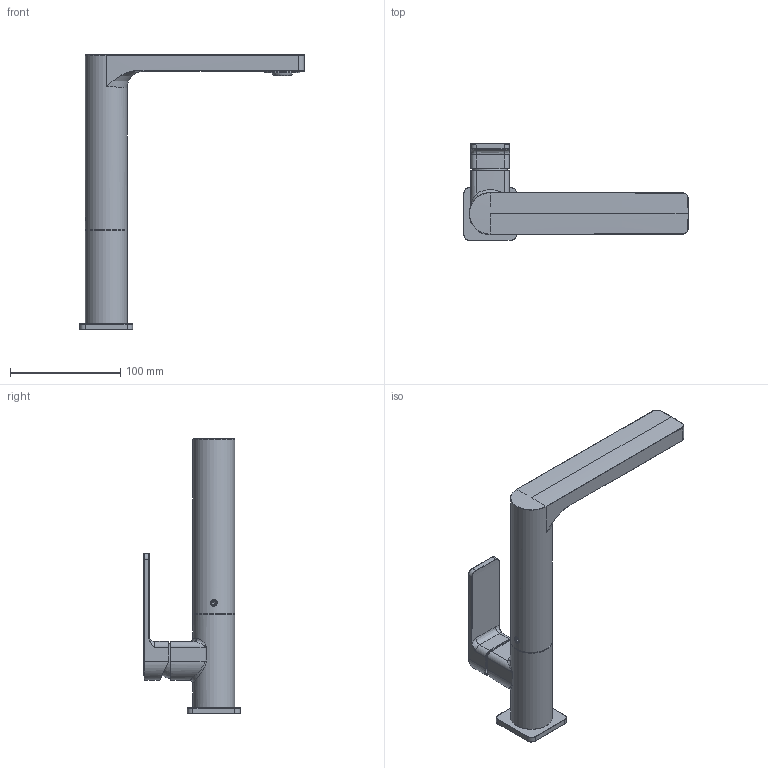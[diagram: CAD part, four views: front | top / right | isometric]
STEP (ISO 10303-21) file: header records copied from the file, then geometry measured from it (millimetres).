
FILE_DESCRIPTION(/* description */ ('Unknown'),/* implementation_level */ '2;1');
FILE_NAME(/* name */ 'GL004-00',/* time_stamp */ '2021-04-06T08:59:47+02:00',/* author */ ('Unknown'),/* organization */ ('Unknown'),/* preprocessor_version */ 'ST-DEVELOPER v16.7',/* originating_system */ 'DEX',/* authorisation */ $);
FILE_SCHEMA (('AUTOMOTIVE_DESIGN {1 0 10303 214 3 1 1}'));
Length unit declared in the file: millimetre
Products named in the file (22): GL004-00; GL004-04; GL004-01; GL004-001; BF__0000019200; FF__0000019250 ruotata; GL004-03; GL003-002; BR003-003-1; BR003-003-2; BR003-003-3; BR003-003-4; GL003-04; GL003-06; GL004-08; GL003-02; GL004-02; GL004-05; GL003-09; GL004-06; GL004-07; GL004-09
Assembly tree (22 placements, depth 3):
  GL004-00
    GL004-04
    GL004-01
    GL004-001
      BF__0000019200
      FF__0000019250 ruotata
    GL004-03
    GL003-002
      BR003-003-1
      BR003-003-2
      BR003-003-3
      BR003-003-4
    GL003-04  x2
    GL003-06
    GL004-08
    GL003-02
    GL004-02
    GL004-05
    GL003-09
    GL004-06
    GL004-07
    GL004-09
Bounding box: 204 x 87.65 x 249.5 mm (x, y, z)
Volume: 241781.9 mm3; surface area: 137682.7 mm2
Topology: 20 solids, 20 shells, 1129 faces, 2755 edges, 1692 vertices
Faces by surface type: plane 351, cylinder 283, bspline 211, cone 157, torus 101, sphere 26
Full cylindrical faces by diameter (mm): 3 x1, 3.242 x1, 3.85 x2, 4 x3, 4.2 x2, 4.917 x4, 5 x5, 5.2 x1, 5.65 x3, 6 x4, 6.917 x4, 7.7 x3, 9 x4, 10.85 x2, 13.5 x1, 15.8 x1, 16 x2, 16.76 x1, 17.45 x1, 18 x1, 18.4 x1, 18.95 x1, 19 x1, 19.2 x1, 20 x1, 20.3 x1, 21.7 x1, 21.8 x1, 22 x1, 22.2 x1
Entity records: 44904 total; most frequent: CARTESIAN_POINT 13779, ORIENTED_EDGE 4794, DIRECTION 4667, EDGE_CURVE 2397, AXIS2_PLACEMENT_3D 1936, VERTEX_POINT 1602, FACE_BOUND 1461, EDGE_LOOP 1450
